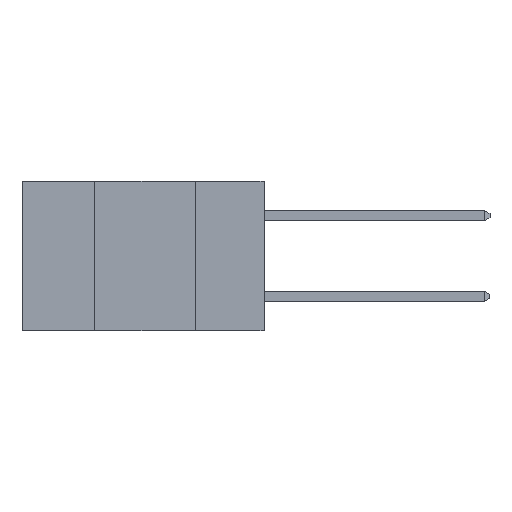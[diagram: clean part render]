
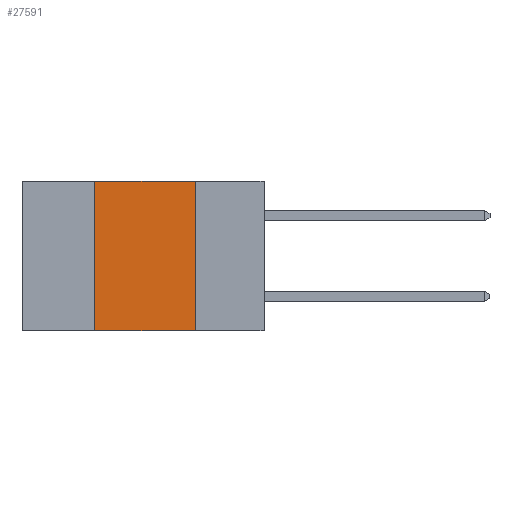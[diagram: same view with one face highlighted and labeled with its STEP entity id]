
A CAD part, left-side view. The second image highlights one B-rep face of the part: STEP entity #27591.
In plain terms, the highlighted planar face has unit normal (-1, 0, 0).
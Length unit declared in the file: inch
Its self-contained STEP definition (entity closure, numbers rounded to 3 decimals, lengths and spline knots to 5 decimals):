
#452 = VECTOR ( 'NONE', #2456, 39.37008 ) ;
#884 = CARTESIAN_POINT ( 'NONE',  ( 0., 0.6, 0. ) ) ;
#2456 = DIRECTION ( 'NONE',  ( 0., -1., 0. ) ) ;
#2723 = VERTEX_POINT ( 'NONE', #19633 ) ;
#3308 = PLANE ( 'NONE',  #15683 ) ;
#3733 = VECTOR ( 'NONE', #27985, 39.37008 ) ;
#3912 = CARTESIAN_POINT ( 'NONE',  ( 0., 0.17, 0. ) ) ;
#4057 = ORIENTED_EDGE ( 'NONE', *, *, #7148, .F. ) ;
#5355 = CARTESIAN_POINT ( 'NONE',  ( 0., 0.17, -0.37 ) ) ;
#6602 = LINE ( 'NONE', #3912, #23989 ) ;
#7148 = EDGE_CURVE ( 'NONE', #2723, #12823, #12061, .T. ) ;
#7885 = EDGE_LOOP ( 'NONE', ( #26030, #24334, #4057, #21570 ) ) ;
#8005 = CARTESIAN_POINT ( 'NONE',  ( 0., 0.6, 0. ) ) ;
#10264 = DIRECTION ( 'NONE',  ( 1., 0., 0. ) ) ;
#12061 = LINE ( 'NONE', #27150, #18062 ) ;
#12429 = EDGE_CURVE ( 'NONE', #12823, #13579, #21213, .T. ) ;
#12671 = LINE ( 'NONE', #27442, #452 ) ;
#12823 = VERTEX_POINT ( 'NONE', #19940 ) ;
#13168 = EDGE_CURVE ( 'NONE', #13579, #19149, #6602, .T. ) ;
#13579 = VERTEX_POINT ( 'NONE', #23319 ) ;
#15683 = AXIS2_PLACEMENT_3D ( 'NONE', #8005, #10264, #26027 ) ;
#17528 = DIRECTION ( 'NONE',  ( 0., 0., -1. ) ) ;
#17855 = FACE_OUTER_BOUND ( 'NONE', #7885, .T. ) ;
#18062 = VECTOR ( 'NONE', #24949, 39.37008 ) ;
#19149 = VERTEX_POINT ( 'NONE', #5355 ) ;
#19633 = CARTESIAN_POINT ( 'NONE',  ( 0., 0.42, -0.37 ) ) ;
#19940 = CARTESIAN_POINT ( 'NONE',  ( 0., 0.42, 0. ) ) ;
#21213 = LINE ( 'NONE', #884, #3733 ) ;
#21570 = ORIENTED_EDGE ( 'NONE', *, *, #25865, .T. ) ;
#23319 = CARTESIAN_POINT ( 'NONE',  ( 0., 0.17, 0. ) ) ;
#23989 = VECTOR ( 'NONE', #17528, 39.37008 ) ;
#24334 = ORIENTED_EDGE ( 'NONE', *, *, #12429, .F. ) ;
#24949 = DIRECTION ( 'NONE',  ( 0., 0., 1. ) ) ;
#25865 = EDGE_CURVE ( 'NONE', #2723, #19149, #12671, .T. ) ;
#26027 = DIRECTION ( 'NONE',  ( 0., 0., -1. ) ) ;
#26030 = ORIENTED_EDGE ( 'NONE', *, *, #13168, .F. ) ;
#27150 = CARTESIAN_POINT ( 'NONE',  ( 0., 0.42, 0. ) ) ;
#27442 = CARTESIAN_POINT ( 'NONE',  ( 0., 0.6, -0.37 ) ) ;
#27591 = ADVANCED_FACE ( 'NONE', ( #17855 ), #3308, .F. ) ;
#27985 = DIRECTION ( 'NONE',  ( 0., -1., 0. ) ) ;
